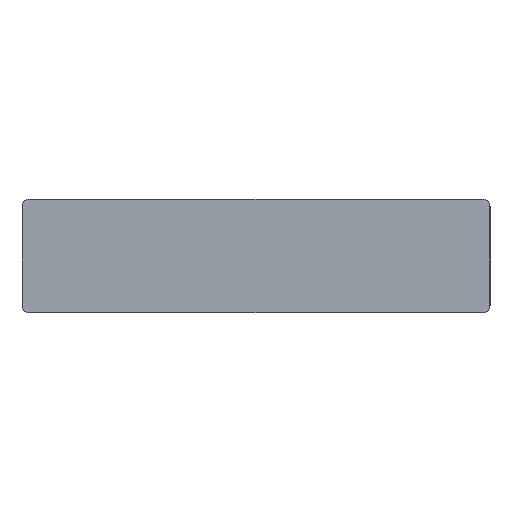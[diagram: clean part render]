
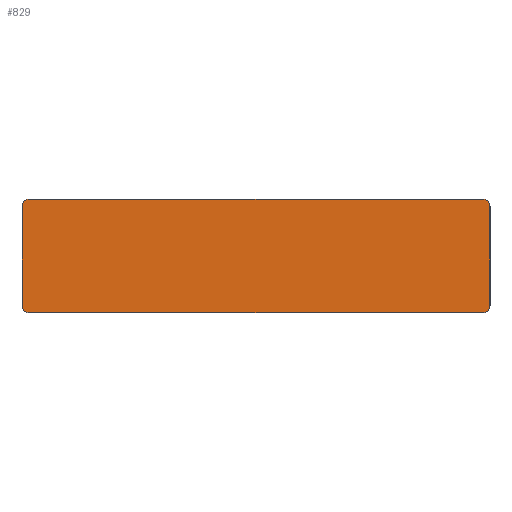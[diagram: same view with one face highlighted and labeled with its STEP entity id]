
A CAD part, top view. The second image highlights one B-rep face of the part: STEP entity #829.
In plain terms, the highlighted planar face has unit normal (0, 0, 1).
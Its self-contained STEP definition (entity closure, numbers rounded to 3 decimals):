
#49 = EDGE_CURVE ( 'NONE', #2435, #2259, #998, .T. ) ;
#64 = DIRECTION ( 'NONE',  ( 0., 0., 1. ) ) ;
#83 = ORIENTED_EDGE ( 'NONE', *, *, #534, .T. ) ;
#103 = DIRECTION ( 'NONE',  ( 0., 0., 1. ) ) ;
#166 = VECTOR ( 'NONE', #2274, 1000. ) ;
#180 = CIRCLE ( 'NONE', #2149, 3.175 ) ;
#191 = ORIENTED_EDGE ( 'NONE', *, *, #2153, .T. ) ;
#226 = LINE ( 'NONE', #545, #166 ) ;
#254 = VERTEX_POINT ( 'NONE', #1882 ) ;
#321 = CARTESIAN_POINT ( 'NONE',  ( -95.875, 20.875, 12.5 ) ) ;
#367 = AXIS2_PLACEMENT_3D ( 'NONE', #2747, #368, #1883 ) ;
#368 = DIRECTION ( 'NONE',  ( 0., 0., 1. ) ) ;
#399 = EDGE_CURVE ( 'NONE', #254, #2435, #504, .T. ) ;
#475 = DIRECTION ( 'NONE',  ( -1., 0., 0. ) ) ;
#504 = LINE ( 'NONE', #1450, #2151 ) ;
#509 = CARTESIAN_POINT ( 'NONE',  ( -99.05, 20.875, 12.5 ) ) ;
#526 = AXIS2_PLACEMENT_3D ( 'NONE', #321, #1832, #539 ) ;
#534 = EDGE_CURVE ( 'NONE', #2259, #616, #1316, .T. ) ;
#539 = DIRECTION ( 'NONE',  ( 1., 0., 0. ) ) ;
#545 = CARTESIAN_POINT ( 'NONE',  ( 99.05, -20.875, 12.5 ) ) ;
#549 = EDGE_CURVE ( 'NONE', #2605, #1628, #226, .T. ) ;
#551 = AXIS2_PLACEMENT_3D ( 'NONE', #1403, #103, #1615 ) ;
#616 = VERTEX_POINT ( 'NONE', #2298 ) ;
#708 = CIRCLE ( 'NONE', #1498, 3.175 ) ;
#776 = CARTESIAN_POINT ( 'NONE',  ( -95.875, -24.05, 12.5 ) ) ;
#780 = EDGE_CURVE ( 'NONE', #616, #2063, #180, .T. ) ;
#799 = CARTESIAN_POINT ( 'NONE',  ( -95.875, -20.875, 12.5 ) ) ;
#810 = PLANE ( 'NONE',  #367 ) ;
#829 = ADVANCED_FACE ( 'NONE', ( #2283 ), #810, .T. ) ;
#998 = CIRCLE ( 'NONE', #526, 3.175 ) ;
#1020 = DIRECTION ( 'NONE',  ( 1., 0., 0. ) ) ;
#1094 = EDGE_CURVE ( 'NONE', #1628, #254, #2543, .T. ) ;
#1189 = ORIENTED_EDGE ( 'NONE', *, *, #399, .T. ) ;
#1316 = LINE ( 'NONE', #2706, #1894 ) ;
#1370 = CARTESIAN_POINT ( 'NONE',  ( 95.875, -20.875, 12.5 ) ) ;
#1378 = CARTESIAN_POINT ( 'NONE',  ( 99.05, 20.875, 12.5 ) ) ;
#1381 = CARTESIAN_POINT ( 'NONE',  ( 95.875, -24.05, 12.5 ) ) ;
#1403 = CARTESIAN_POINT ( 'NONE',  ( 95.875, 20.875, 12.5 ) ) ;
#1450 = CARTESIAN_POINT ( 'NONE',  ( 95.875, 24.05, 12.5 ) ) ;
#1498 = AXIS2_PLACEMENT_3D ( 'NONE', #1370, #64, #1573 ) ;
#1564 = EDGE_LOOP ( 'NONE', ( #2801, #1189, #1833, #83, #2538, #191, #1923, #2342 ) ) ;
#1573 = DIRECTION ( 'NONE',  ( 1., 0., 0. ) ) ;
#1605 = EDGE_CURVE ( 'NONE', #2619, #2605, #708, .T. ) ;
#1615 = DIRECTION ( 'NONE',  ( 1., 0., 0. ) ) ;
#1628 = VERTEX_POINT ( 'NONE', #1378 ) ;
#1813 = CARTESIAN_POINT ( 'NONE',  ( -95.875, -24.05, 12.5 ) ) ;
#1832 = DIRECTION ( 'NONE',  ( 0., 0., 1. ) ) ;
#1833 = ORIENTED_EDGE ( 'NONE', *, *, #49, .T. ) ;
#1882 = CARTESIAN_POINT ( 'NONE',  ( 95.875, 24.05, 12.5 ) ) ;
#1883 = DIRECTION ( 'NONE',  ( 1., 0., 0. ) ) ;
#1894 = VECTOR ( 'NONE', #2046, 1000. ) ;
#1923 = ORIENTED_EDGE ( 'NONE', *, *, #1605, .T. ) ;
#2046 = DIRECTION ( 'NONE',  ( 0., -1., 0. ) ) ;
#2050 = VECTOR ( 'NONE', #2713, 1000. ) ;
#2063 = VERTEX_POINT ( 'NONE', #1813 ) ;
#2149 = AXIS2_PLACEMENT_3D ( 'NONE', #799, #2293, #1020 ) ;
#2151 = VECTOR ( 'NONE', #475, 1000. ) ;
#2153 = EDGE_CURVE ( 'NONE', #2063, #2619, #2629, .T. ) ;
#2226 = CARTESIAN_POINT ( 'NONE',  ( 99.05, -20.875, 12.5 ) ) ;
#2259 = VERTEX_POINT ( 'NONE', #509 ) ;
#2274 = DIRECTION ( 'NONE',  ( 0., 1., 0. ) ) ;
#2283 = FACE_OUTER_BOUND ( 'NONE', #1564, .T. ) ;
#2293 = DIRECTION ( 'NONE',  ( 0., 0., 1. ) ) ;
#2298 = CARTESIAN_POINT ( 'NONE',  ( -99.05, -20.875, 12.5 ) ) ;
#2342 = ORIENTED_EDGE ( 'NONE', *, *, #549, .T. ) ;
#2435 = VERTEX_POINT ( 'NONE', #2597 ) ;
#2538 = ORIENTED_EDGE ( 'NONE', *, *, #780, .T. ) ;
#2543 = CIRCLE ( 'NONE', #551, 3.175 ) ;
#2597 = CARTESIAN_POINT ( 'NONE',  ( -95.875, 24.05, 12.5 ) ) ;
#2605 = VERTEX_POINT ( 'NONE', #2226 ) ;
#2619 = VERTEX_POINT ( 'NONE', #1381 ) ;
#2629 = LINE ( 'NONE', #776, #2050 ) ;
#2706 = CARTESIAN_POINT ( 'NONE',  ( -99.05, 20.875, 12.5 ) ) ;
#2713 = DIRECTION ( 'NONE',  ( 1., 0., 0. ) ) ;
#2747 = CARTESIAN_POINT ( 'NONE',  ( 95.875, 20.875, 12.5 ) ) ;
#2801 = ORIENTED_EDGE ( 'NONE', *, *, #1094, .T. ) ;
